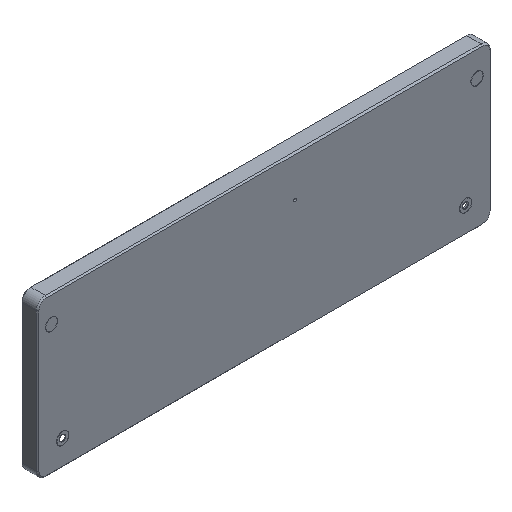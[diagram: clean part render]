
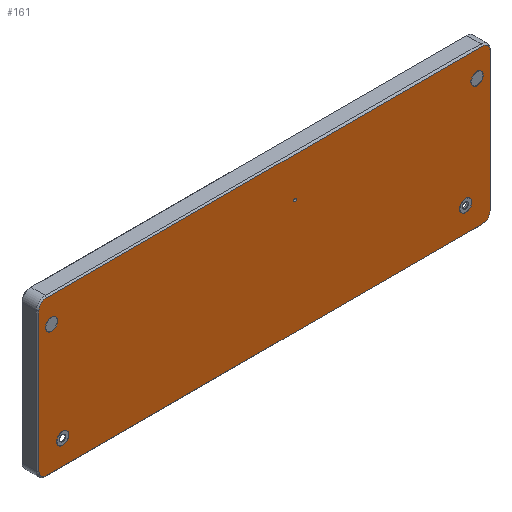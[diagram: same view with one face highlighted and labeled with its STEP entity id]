
A CAD part, isometric view. The second image highlights one B-rep face of the part: STEP entity #161.
In plain terms, the highlighted planar face has unit normal (0, -1, 0).
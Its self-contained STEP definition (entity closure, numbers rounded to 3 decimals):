
#161=ADVANCED_FACE('',(#435,#436,#437,#438,#439,#440),#441,.T.);
#435=FACE_BOUND('',#852,.T.);
#436=FACE_BOUND('',#853,.T.);
#437=FACE_BOUND('',#854,.T.);
#438=FACE_BOUND('',#855,.T.);
#439=FACE_OUTER_BOUND('',#856,.T.);
#440=FACE_BOUND('',#857,.T.);
#441=PLANE('',#858);
#852=EDGE_LOOP('',(#1327));
#853=EDGE_LOOP('',(#1328));
#854=EDGE_LOOP('',(#1329));
#855=EDGE_LOOP('',(#1330));
#856=EDGE_LOOP('',(#1331,#1332,#1333,#1334,#1335,#1336,#1337,#1338));
#857=EDGE_LOOP('',(#1339));
#858=AXIS2_PLACEMENT_3D('',#1340,#1341,#1342);
#1327=ORIENTED_EDGE('',*,*,#2334,.F.);
#1328=ORIENTED_EDGE('',*,*,#2335,.F.);
#1329=ORIENTED_EDGE('',*,*,#2336,.F.);
#1330=ORIENTED_EDGE('',*,*,#2337,.F.);
#1331=ORIENTED_EDGE('',*,*,#2338,.T.);
#1332=ORIENTED_EDGE('',*,*,#2339,.T.);
#1333=ORIENTED_EDGE('',*,*,#2340,.T.);
#1334=ORIENTED_EDGE('',*,*,#2341,.T.);
#1335=ORIENTED_EDGE('',*,*,#2342,.T.);
#1336=ORIENTED_EDGE('',*,*,#2343,.T.);
#1337=ORIENTED_EDGE('',*,*,#2344,.T.);
#1338=ORIENTED_EDGE('',*,*,#2345,.T.);
#1339=ORIENTED_EDGE('',*,*,#2346,.F.);
#1340=CARTESIAN_POINT('',(0.,-11.97,0.0));
#1341=DIRECTION('',(0.0,-1.0,0.0));
#1342=DIRECTION('',(0.0,0.0,-1.0));
#2334=EDGE_CURVE('',#2788,#2788,#2789,.T.);
#2335=EDGE_CURVE('',#2790,#2790,#2791,.T.);
#2336=EDGE_CURVE('',#2792,#2792,#2793,.T.);
#2337=EDGE_CURVE('',#2794,#2794,#2795,.T.);
#2338=EDGE_CURVE('',#2796,#2797,#2798,.T.);
#2339=EDGE_CURVE('',#2797,#2799,#2800,.T.);
#2340=EDGE_CURVE('',#2799,#2801,#2802,.T.);
#2341=EDGE_CURVE('',#2801,#2803,#2804,.T.);
#2342=EDGE_CURVE('',#2803,#2805,#2806,.T.);
#2343=EDGE_CURVE('',#2805,#2807,#2808,.T.);
#2344=EDGE_CURVE('',#2807,#2809,#2810,.T.);
#2345=EDGE_CURVE('',#2809,#2796,#2811,.T.);
#2346=EDGE_CURVE('',#2812,#2812,#2813,.T.);
#2788=VERTEX_POINT('',#3390);
#2789=CIRCLE('',#3391,4.25);
#2790=VERTEX_POINT('',#3392);
#2791=CIRCLE('',#3393,4.25);
#2792=VERTEX_POINT('',#3394);
#2793=CIRCLE('',#3395,4.25);
#2794=VERTEX_POINT('',#3396);
#2795=CIRCLE('',#3397,4.25);
#2796=VERTEX_POINT('',#3398);
#2797=VERTEX_POINT('',#3399);
#2798=CIRCLE('',#3400,5.35);
#2799=VERTEX_POINT('',#3401);
#2800=LINE('',#3402,#3403);
#2801=VERTEX_POINT('',#3404);
#2802=CIRCLE('',#3405,5.35);
#2803=VERTEX_POINT('',#3406);
#2804=LINE('',#3407,#3408);
#2805=VERTEX_POINT('',#3409);
#2806=CIRCLE('',#3410,5.35);
#2807=VERTEX_POINT('',#3411);
#2808=LINE('',#3412,#3413);
#2809=VERTEX_POINT('',#3414);
#2810=CIRCLE('',#3415,5.35);
#2811=LINE('',#3416,#3417);
#2812=VERTEX_POINT('',#3418);
#2813=CIRCLE('',#3419,1.0);
#3390=CARTESIAN_POINT('',(16.597,-11.97,-95.674));
#3391=AXIS2_PLACEMENT_3D('',#4099,#4100,#4101);
#3392=CARTESIAN_POINT('',(301.627,-11.97,-95.674));
#3393=AXIS2_PLACEMENT_3D('',#4102,#4103,#4104);
#3394=CARTESIAN_POINT('',(309.611,-11.97,-21.843));
#3395=AXIS2_PLACEMENT_3D('',#4105,#4106,#4107);
#3396=CARTESIAN_POINT('',(8.613,-11.97,-21.843));
#3397=AXIS2_PLACEMENT_3D('',#4108,#4109,#4110);
#3398=CARTESIAN_POINT('',(318.611,-11.97,-4.943));
#3399=CARTESIAN_POINT('',(313.261,-11.97,0.407));
#3400=AXIS2_PLACEMENT_3D('',#4111,#4112,#4113);
#3401=CARTESIAN_POINT('',(4.963,-11.97,0.407));
#3402=CARTESIAN_POINT('',(0.,-11.97,0.407));
#3403=VECTOR('',#4114,1.0);
#3404=CARTESIAN_POINT('',(-0.387,-11.97,-4.943));
#3405=AXIS2_PLACEMENT_3D('',#4115,#4116,#4117);
#3406=CARTESIAN_POINT('',(-0.387,-11.97,-103.057));
#3407=CARTESIAN_POINT('',(-0.387,-11.97,0.0));
#3408=VECTOR('',#4118,1.0);
#3409=CARTESIAN_POINT('',(4.963,-11.97,-108.407));
#3410=AXIS2_PLACEMENT_3D('',#4119,#4120,#4121);
#3411=CARTESIAN_POINT('',(313.261,-11.97,-108.407));
#3412=CARTESIAN_POINT('',(313.261,-11.97,-108.407));
#3413=VECTOR('',#4122,1.0);
#3414=CARTESIAN_POINT('',(318.611,-11.97,-103.057));
#3415=AXIS2_PLACEMENT_3D('',#4123,#4124,#4125);
#3416=CARTESIAN_POINT('',(318.611,-11.97,-4.943));
#3417=VECTOR('',#4126,1.0);
#3418=CARTESIAN_POINT('',(180.829,-11.97,-28.584));
#3419=AXIS2_PLACEMENT_3D('',#4127,#4128,#4129);
#4099=CARTESIAN_POINT('',(16.597,-11.97,-91.424));
#4100=DIRECTION('',(0.0,-1.0,0.0));
#4101=DIRECTION('',(0.0,0.0,-1.0));
#4102=CARTESIAN_POINT('',(301.627,-11.97,-91.424));
#4103=DIRECTION('',(0.0,-1.0,0.0));
#4104=DIRECTION('',(0.0,0.0,-1.0));
#4105=CARTESIAN_POINT('',(309.611,-11.97,-17.593));
#4106=DIRECTION('',(0.0,-1.0,0.0));
#4107=DIRECTION('',(0.0,0.0,-1.0));
#4108=CARTESIAN_POINT('',(8.613,-11.97,-17.593));
#4109=DIRECTION('',(0.0,-1.0,0.0));
#4110=DIRECTION('',(0.0,0.0,-1.0));
#4111=CARTESIAN_POINT('',(313.261,-11.97,-4.943));
#4112=DIRECTION('',(0.0,-1.0,0.0));
#4113=DIRECTION('',(0.0,0.0,-1.0));
#4114=DIRECTION('',(-1.0,0.0,0.));
#4115=CARTESIAN_POINT('',(4.963,-11.97,-4.943));
#4116=DIRECTION('',(0.0,-1.0,0.0));
#4117=DIRECTION('',(0.0,0.0,-1.0));
#4118=DIRECTION('',(0.,0.0,-1.0));
#4119=CARTESIAN_POINT('',(4.963,-11.97,-103.057));
#4120=DIRECTION('',(0.0,-1.0,0.0));
#4121=DIRECTION('',(0.0,0.0,-1.0));
#4122=DIRECTION('',(1.0,0.0,0.));
#4123=CARTESIAN_POINT('',(313.261,-11.97,-103.057));
#4124=DIRECTION('',(0.0,-1.0,0.0));
#4125=DIRECTION('',(0.0,0.0,-1.0));
#4126=DIRECTION('',(0.0,0.0,1.0));
#4127=CARTESIAN_POINT('',(180.829,-11.97,-27.584));
#4128=DIRECTION('',(0.0,-1.0,0.0));
#4129=DIRECTION('',(0.0,0.0,-1.0));
